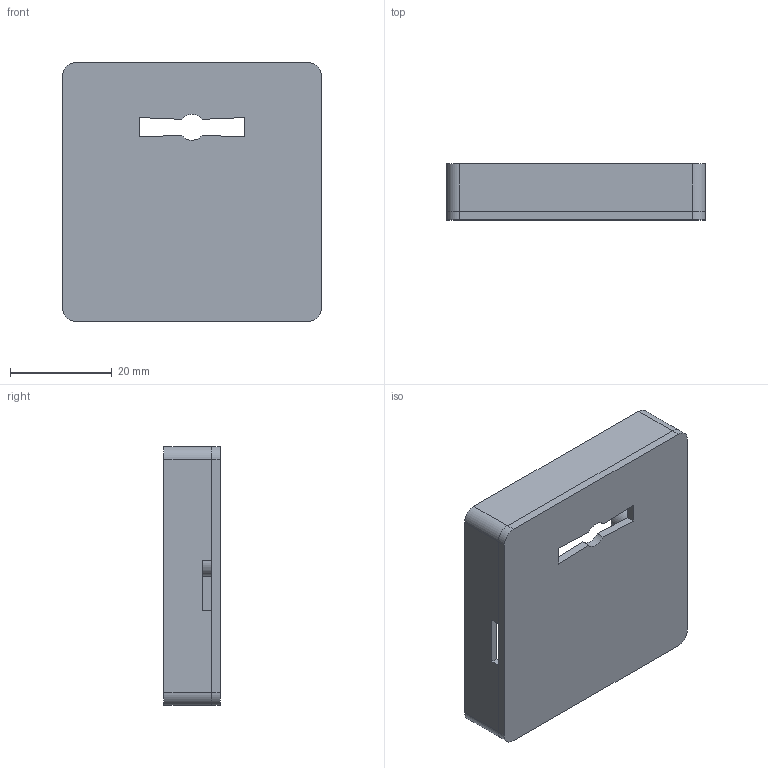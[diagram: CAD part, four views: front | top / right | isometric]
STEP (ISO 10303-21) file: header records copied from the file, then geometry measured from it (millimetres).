
FILE_DESCRIPTION (( 'STEP AP214' ), '1' );
FILE_NAME ('lockv1.STEP', '2024-11-08T05:09:10', ( '' ), ( '' ), 'SwSTEP 2.0', 'SolidWorks 2024', '' );
FILE_SCHEMA (( 'AUTOMOTIVE_DESIGN' ));
Length unit declared in the file: inch
Products named in the file (3): lockv1; backplate; box
Assembly tree (2 placements, depth 2):
  lockv1
    backplate
    box
Bounding box: 50.8 x 11.05 x 50.8 mm (x, y, z)
Volume: 6829.5 mm3; surface area: 9884.1 mm2
Topology: 2 solids, 2 shells, 54 faces, 141 edges, 94 vertices
Faces by surface type: plane 31, cylinder 23
Entity records: 1777 total; most frequent: DIRECTION 305, CARTESIAN_POINT 294, ORIENTED_EDGE 282, EDGE_CURVE 141, AXIS2_PLACEMENT_3D 105, LINE 95, VECTOR 95, VERTEX_POINT 94
